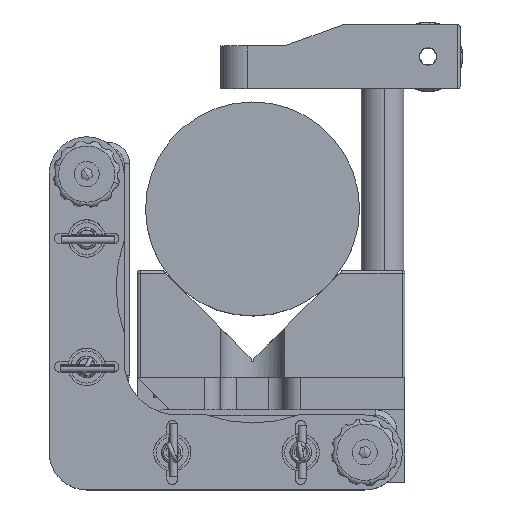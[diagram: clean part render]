
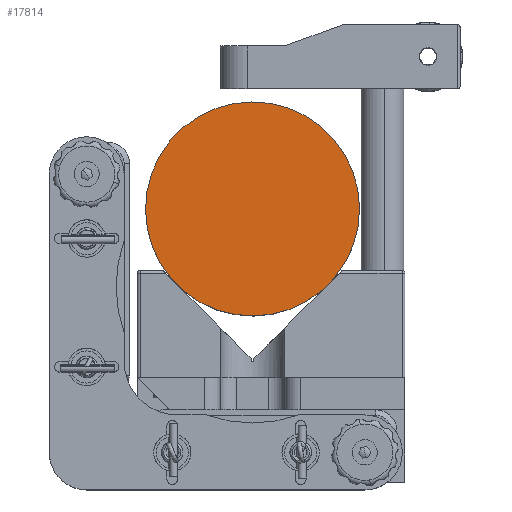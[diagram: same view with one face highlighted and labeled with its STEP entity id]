
A CAD part, top view. The second image highlights one B-rep face of the part: STEP entity #17814.
In plain terms, the highlighted planar face has unit normal (0, 0, 1).
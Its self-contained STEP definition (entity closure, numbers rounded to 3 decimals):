
#50 = FACE_OUTER_BOUND ( 'NONE', #21710, .T. ) ;
#3547 = CIRCLE ( 'NONE', #5935, 20. ) ;
#4922 = AXIS2_PLACEMENT_3D ( 'NONE', #35577, #9790, #32938 ) ;
#5484 = PLANE ( 'NONE',  #6360 ) ;
#5890 = ORIENTED_EDGE ( 'NONE', *, *, #23832, .T. ) ;
#5935 = AXIS2_PLACEMENT_3D ( 'NONE', #9702, #18741, #12735 ) ;
#6360 = AXIS2_PLACEMENT_3D ( 'NONE', #20332, #31608, #11498 ) ;
#9702 = CARTESIAN_POINT ( 'NONE',  ( 74.326, 63.4, 0. ) ) ;
#9790 = DIRECTION ( 'NONE',  ( 0., 0., 1. ) ) ;
#11498 = DIRECTION ( 'NONE',  ( 0.508, -0.861, 0. ) ) ;
#12735 = DIRECTION ( 'NONE',  ( 0.508, -0.861, 0. ) ) ;
#13359 = CARTESIAN_POINT ( 'NONE',  ( 84.493, 46.177, 0. ) ) ;
#14683 = VERTEX_POINT ( 'NONE', #29499 ) ;
#17814 = ADVANCED_FACE ( 'NONE', ( #50 ), #5484, .T. ) ;
#18741 = DIRECTION ( 'NONE',  ( 0., 0., 1. ) ) ;
#20332 = CARTESIAN_POINT ( 'NONE',  ( 74.326, 63.4, 0. ) ) ;
#21165 = VERTEX_POINT ( 'NONE', #13359 ) ;
#21710 = EDGE_LOOP ( 'NONE', ( #5890, #35914 ) ) ;
#23832 = EDGE_CURVE ( 'NONE', #14683, #21165, #3547, .T. ) ;
#29499 = CARTESIAN_POINT ( 'NONE',  ( 64.16, 80.623, 0. ) ) ;
#31352 = CIRCLE ( 'NONE', #4922, 20. ) ;
#31608 = DIRECTION ( 'NONE',  ( 0., 0., 1. ) ) ;
#32938 = DIRECTION ( 'NONE',  ( 0.508, -0.861, 0. ) ) ;
#33612 = EDGE_CURVE ( 'NONE', #21165, #14683, #31352, .T. ) ;
#35577 = CARTESIAN_POINT ( 'NONE',  ( 74.326, 63.4, 0. ) ) ;
#35914 = ORIENTED_EDGE ( 'NONE', *, *, #33612, .T. ) ;
